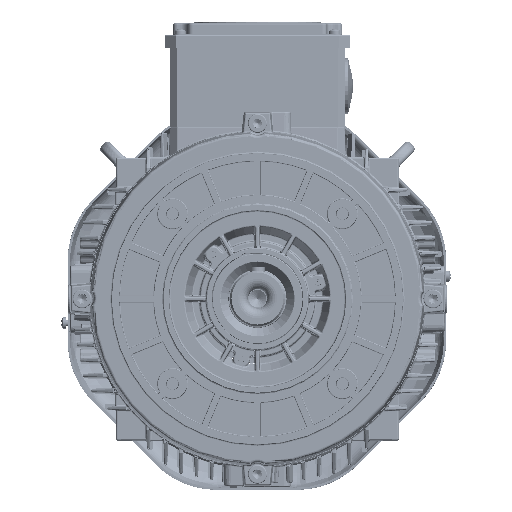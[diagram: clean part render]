
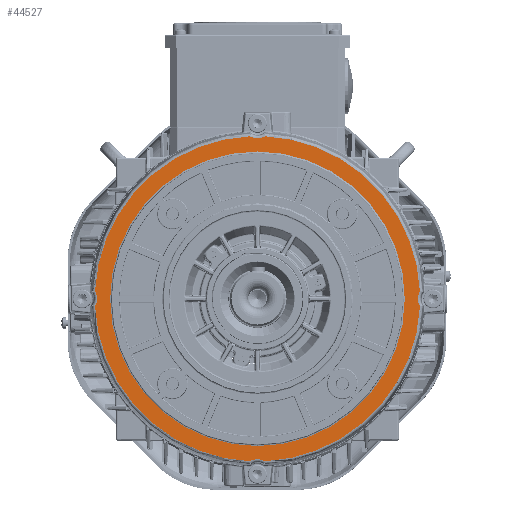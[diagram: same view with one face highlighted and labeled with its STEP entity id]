
A CAD part, top view. The second image highlights one B-rep face of the part: STEP entity #44527.
In plain terms, the highlighted planar face has unit normal (0, 0, 1).
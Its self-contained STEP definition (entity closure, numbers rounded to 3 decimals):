
#4315=PLANE('',#151104);
#44527=ADVANCED_FACE('',(#48912,#48913),#4315,.F.);
#48912=FACE_BOUND('',#56965,.T.);
#48913=FACE_BOUND('',#56966,.T.);
#56965=EDGE_LOOP('',(#92930));
#56966=EDGE_LOOP('',(#92931,#92932,#92933,#92934,#92935,#92936,#92937,#92938));
#92930=ORIENTED_EDGE('',*,*,#130564,.T.);
#92931=ORIENTED_EDGE('',*,*,#130565,.T.);
#92932=ORIENTED_EDGE('',*,*,#130566,.T.);
#92933=ORIENTED_EDGE('',*,*,#130567,.T.);
#92934=ORIENTED_EDGE('',*,*,#130568,.T.);
#92935=ORIENTED_EDGE('',*,*,#130569,.T.);
#92936=ORIENTED_EDGE('',*,*,#130570,.T.);
#92937=ORIENTED_EDGE('',*,*,#129521,.T.);
#92938=ORIENTED_EDGE('',*,*,#130571,.T.);
#107569=VERTEX_POINT('',#268794);
#107570=VERTEX_POINT('',#268802);
#108191=VERTEX_POINT('',#273204);
#108192=VERTEX_POINT('',#273206);
#108193=VERTEX_POINT('',#273207);
#108194=VERTEX_POINT('',#273209);
#108195=VERTEX_POINT('',#273211);
#108196=VERTEX_POINT('',#273213);
#108197=VERTEX_POINT('',#273215);
#129521=EDGE_CURVE('',#107569,#107570,#136947,.T.);
#130564=EDGE_CURVE('',#108191,#108191,#137383,.T.);
#130565=EDGE_CURVE('',#108192,#108193,#137384,.T.);
#130566=EDGE_CURVE('',#108193,#108194,#137385,.T.);
#130567=EDGE_CURVE('',#108194,#108195,#137386,.T.);
#130568=EDGE_CURVE('',#108195,#108196,#137387,.T.);
#130569=EDGE_CURVE('',#108196,#108197,#137388,.T.);
#130570=EDGE_CURVE('',#108197,#107569,#137389,.T.);
#130571=EDGE_CURVE('',#107570,#108192,#137390,.T.);
#136947=CIRCLE('',#150307,111.713);
#137383=CIRCLE('',#151096,101.175);
#137384=CIRCLE('',#151097,111.713);
#137385=CIRCLE('',#151098,10.315);
#137386=CIRCLE('',#151099,111.713);
#137387=CIRCLE('',#151100,10.315);
#137388=CIRCLE('',#151101,111.713);
#137389=CIRCLE('',#151102,10.315);
#137390=CIRCLE('',#151103,10.315);
#150307=AXIS2_PLACEMENT_3D('',#268803,#185256,#185257);
#151096=AXIS2_PLACEMENT_3D('',#273203,#186996,#186997);
#151097=AXIS2_PLACEMENT_3D('',#273205,#186998,#186999);
#151098=AXIS2_PLACEMENT_3D('',#273208,#187000,#187001);
#151099=AXIS2_PLACEMENT_3D('',#273210,#187002,#187003);
#151100=AXIS2_PLACEMENT_3D('',#273212,#187004,#187005);
#151101=AXIS2_PLACEMENT_3D('',#273214,#187006,#187007);
#151102=AXIS2_PLACEMENT_3D('',#273216,#187008,#187009);
#151103=AXIS2_PLACEMENT_3D('',#273217,#187010,#187011);
#151104=AXIS2_PLACEMENT_3D('',#273218,#187012,#187013);
#185256=DIRECTION('',(0.,0.,1.));
#185257=DIRECTION('',(-1.,0.,0.));
#186996=DIRECTION('',(0.,0.,-1.));
#186997=DIRECTION('',(-1.,0.,0.));
#186998=DIRECTION('',(0.,0.,1.));
#186999=DIRECTION('',(-1.,0.,0.));
#187000=DIRECTION('',(0.,0.,-1.));
#187001=DIRECTION('',(-1.,0.,0.));
#187002=DIRECTION('',(0.,0.,1.));
#187003=DIRECTION('',(-1.,0.,0.));
#187004=DIRECTION('',(0.,0.,-1.));
#187005=DIRECTION('',(-1.,0.,0.));
#187006=DIRECTION('',(0.,0.,1.));
#187007=DIRECTION('',(-1.,0.,0.));
#187008=DIRECTION('',(0.,0.,-1.));
#187009=DIRECTION('',(-1.,0.,0.));
#187010=DIRECTION('',(0.,0.,-1.));
#187011=DIRECTION('',(-1.,0.,0.));
#187012=DIRECTION('',(0.,0.,-1.));
#187013=DIRECTION('',(-1.,0.,0.));
#268794=CARTESIAN_POINT('',(371.592,5.2,355.5));
#268802=CARTESIAN_POINT('',(265.2,111.592,355.5));
#268803=CARTESIAN_POINT('',(260.,0.,355.5));
#273203=CARTESIAN_POINT('',(260.,0.,355.5));
#273204=CARTESIAN_POINT('',(158.825,0.,355.5));
#273205=CARTESIAN_POINT('',(260.,0.,355.5));
#273206=CARTESIAN_POINT('',(254.8,111.592,355.5));
#273207=CARTESIAN_POINT('',(148.408,5.2,355.5));
#273208=CARTESIAN_POINT('',(139.5,0.,355.5));
#273209=CARTESIAN_POINT('',(148.408,-5.2,355.5));
#273210=CARTESIAN_POINT('',(260.,0.,355.5));
#273211=CARTESIAN_POINT('',(254.8,-111.592,355.5));
#273212=CARTESIAN_POINT('',(260.,-120.5,355.5));
#273213=CARTESIAN_POINT('',(265.2,-111.592,355.5));
#273214=CARTESIAN_POINT('',(260.,0.,355.5));
#273215=CARTESIAN_POINT('',(371.592,-5.2,355.5));
#273216=CARTESIAN_POINT('',(380.5,0.,355.5));
#273217=CARTESIAN_POINT('',(260.,120.5,355.5));
#273218=CARTESIAN_POINT('',(375.,0.,355.5));
